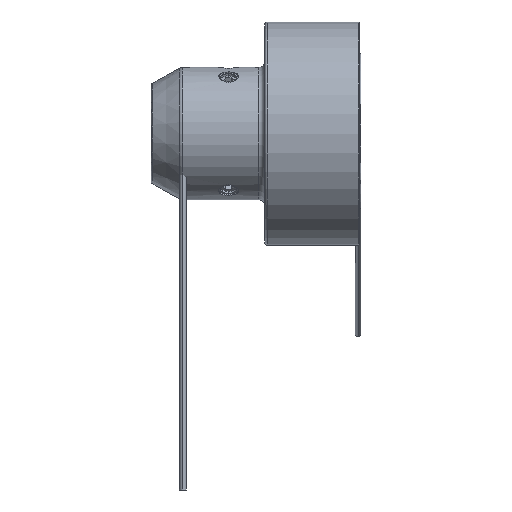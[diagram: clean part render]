
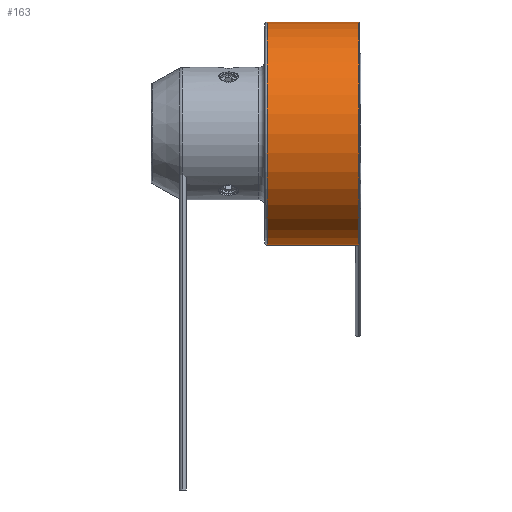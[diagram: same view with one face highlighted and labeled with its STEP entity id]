
A CAD part, left-side view. The second image highlights one B-rep face of the part: STEP entity #163.
In plain terms, the highlighted cylindrical face has radius 59 mm (diameter 118 mm), a partial arc.
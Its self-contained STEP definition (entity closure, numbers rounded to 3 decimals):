
#104 = VERTEX_POINT ( 'NONE', #2856 ) ;
#122 = EDGE_CURVE ( 'NONE', #104, #2347, #2874, .T. ) ;
#129 = EDGE_CURVE ( 'NONE', #104, #138, #2858, .T. ) ;
#138 = VERTEX_POINT ( 'NONE', #2890 ) ;
#156 = ORIENTED_EDGE ( 'NONE', *, *, #129, .T. ) ;
#157 = ORIENTED_EDGE ( 'NONE', *, *, #122, .F. ) ;
#158 = ORIENTED_EDGE ( 'NONE', *, *, #471, .T. ) ;
#159 = EDGE_LOOP ( 'NONE', ( #157, #156, #158, #469 ) ) ;
#163 = ADVANCED_FACE ( 'NONE', ( #2966 ), #2965, .T. ) ;
#469 = ORIENTED_EDGE ( 'NONE', *, *, #2336, .T. ) ;
#471 = EDGE_CURVE ( 'NONE', #138, #2332, #3588, .T. ) ;
#2332 = VERTEX_POINT ( 'NONE', #7475 ) ;
#2336 = EDGE_CURVE ( 'NONE', #2332, #2347, #7532, .T. ) ;
#2347 = VERTEX_POINT ( 'NONE', #7515 ) ;
#2856 = CARTESIAN_POINT ( 'NONE',  ( 0., 48.5, 59. ) ) ;
#2858 = CIRCLE ( 'NONE', #2917, 59. ) ;
#2871 = DIRECTION ( 'NONE',  ( 0., -1., 0. ) ) ;
#2872 = VECTOR ( 'NONE', #2871, 1000. ) ;
#2873 = CARTESIAN_POINT ( 'NONE',  ( 0., 0., 59. ) ) ;
#2874 = LINE ( 'NONE', #2873, #2872 ) ;
#2890 = CARTESIAN_POINT ( 'NONE',  ( 0., 48.5, -59. ) ) ;
#2914 = DIRECTION ( 'NONE',  ( 0., 0., -1. ) ) ;
#2915 = DIRECTION ( 'NONE',  ( 0., -1., 0. ) ) ;
#2916 = CARTESIAN_POINT ( 'NONE',  ( 0., 48.5, 0. ) ) ;
#2917 = AXIS2_PLACEMENT_3D ( 'NONE', #2916, #2915, #2914 ) ;
#2961 = DIRECTION ( 'NONE',  ( 0., 0., -1. ) ) ;
#2962 = DIRECTION ( 'NONE',  ( 0., -1., 0. ) ) ;
#2963 = CARTESIAN_POINT ( 'NONE',  ( 0., 0., 0. ) ) ;
#2964 = AXIS2_PLACEMENT_3D ( 'NONE', #2963, #2962, #2961 ) ;
#2965 = CYLINDRICAL_SURFACE ( 'NONE', #2964, 59. ) ;
#2966 = FACE_OUTER_BOUND ( 'NONE', #159, .T. ) ;
#3584 = DIRECTION ( 'NONE',  ( 0., -1., 0. ) ) ;
#3585 = VECTOR ( 'NONE', #3584, 1000. ) ;
#3587 = CARTESIAN_POINT ( 'NONE',  ( 0., 0., -59. ) ) ;
#3588 = LINE ( 'NONE', #3587, #3585 ) ;
#7475 = CARTESIAN_POINT ( 'NONE',  ( 0., 0.3, -59. ) ) ;
#7515 = CARTESIAN_POINT ( 'NONE',  ( 0., 0.3, 59. ) ) ;
#7528 = DIRECTION ( 'NONE',  ( 0., 0., -1. ) ) ;
#7529 = DIRECTION ( 'NONE',  ( 0., 1., 0. ) ) ;
#7530 = CARTESIAN_POINT ( 'NONE',  ( 0., 0.3, 0. ) ) ;
#7531 = AXIS2_PLACEMENT_3D ( 'NONE', #7530, #7529, #7528 ) ;
#7532 = CIRCLE ( 'NONE', #7531, 59. ) ;
